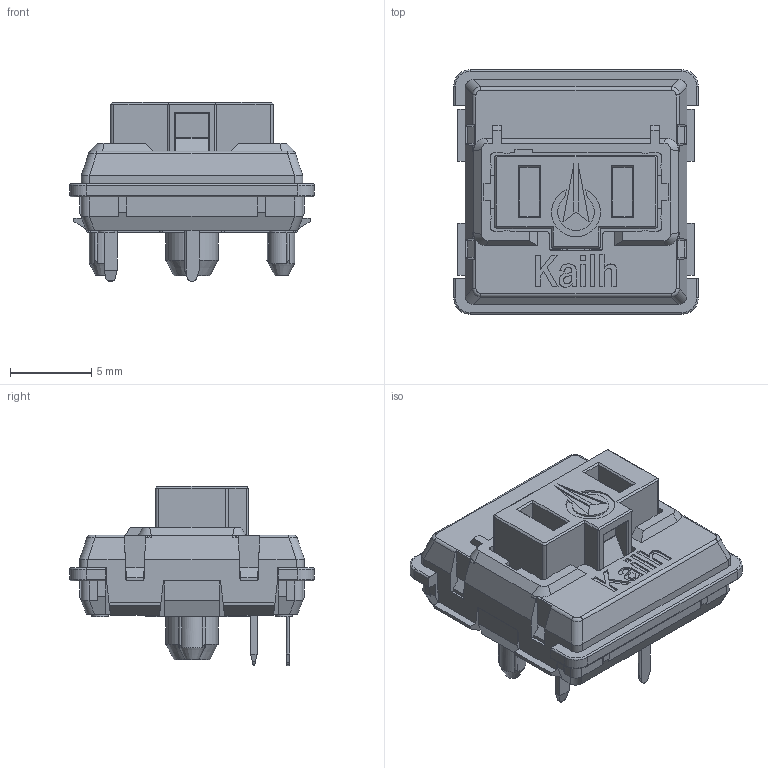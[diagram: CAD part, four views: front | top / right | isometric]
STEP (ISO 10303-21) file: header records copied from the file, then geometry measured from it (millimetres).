
FILE_DESCRIPTION(('FreeCAD Model'),'2;1');
FILE_NAME('Open CASCADE Shape Model','2023-05-24T17:24:57',(''),(''), 'Open CASCADE STEP processor 7.6','FreeCAD','Unknown');
FILE_SCHEMA(('AUTOMOTIVE_DESIGN { 1 0 10303 214 1 1 1 1 }'));
Length unit declared in the file: millimetre
Products named in the file (7): sunset_tactile; bottom001; contact004; pin009; pin010; stem_sunset_tactile; top001
Assembly tree (6 placements, depth 2):
  sunset_tactile
    bottom001
    contact004
    pin009
    pin010
    stem_sunset_tactile
    top001
Bounding box: 15 x 15 x 11 mm (x, y, z)
Volume: 661.5 mm3; surface area: 2085.2 mm2
Topology: 6 solids, 6 shells, 930 faces, 2411 edges, 1515 vertices
Faces by surface type: plane 570, cylinder 185, extrusion 64, torus 46, bspline 32, cone 19, sphere 14
Full cylindrical faces by diameter (mm): 0.25 x1, 0.95 x4, 1 x8, 1.7 x1, 1.8 x1, 2.7 x1, 3.2 x1, 4 x1
Entity records: 28962 total; most frequent: CARTESIAN_POINT 6213, ORIENTED_EDGE 4798, DIRECTION 4425, EDGE_CURVE 2399, VECTOR 1821, LINE 1757, VERTEX_POINT 1515, AXIS2_PLACEMENT_3D 1302
